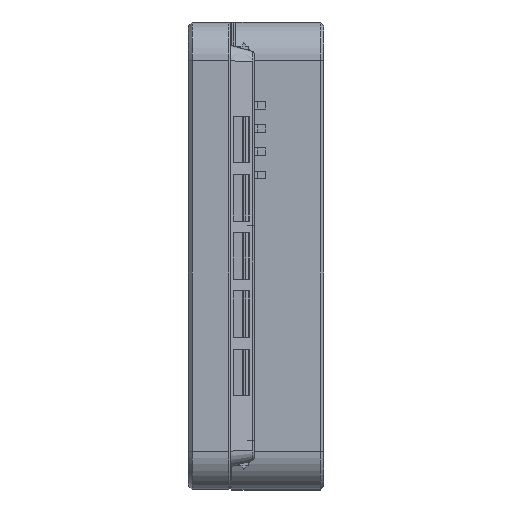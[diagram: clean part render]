
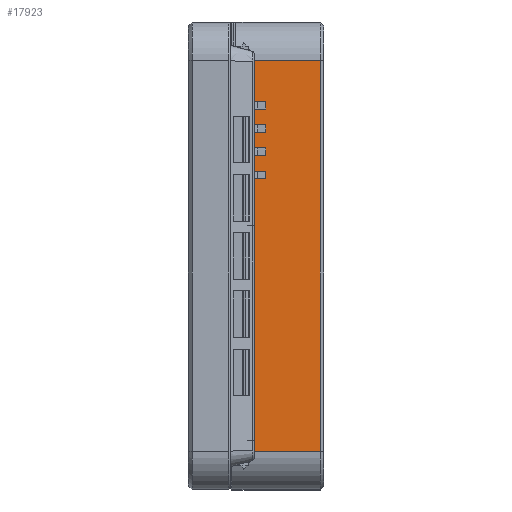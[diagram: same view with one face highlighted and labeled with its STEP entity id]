
A CAD part, left-side view. The second image highlights one B-rep face of the part: STEP entity #17923.
In plain terms, the highlighted planar face has unit normal (-1, 0, 0).
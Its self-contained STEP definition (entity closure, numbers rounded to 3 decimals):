
#1832=FACE_OUTER_BOUND('',#2933,.T.);
#2933=EDGE_LOOP('',(#15498,#15499,#15500,#15501));
#4820=LINE('',#30132,#6826);
#4822=LINE('',#30141,#6828);
#4823=LINE('',#30142,#6829);
#4824=LINE('',#30143,#6830);
#6826=VECTOR('',#23543,10.);
#6828=VECTOR('',#23551,10.);
#6829=VECTOR('',#23552,10.);
#6830=VECTOR('',#23553,10.);
#8502=VERTEX_POINT('',#30130);
#8503=VERTEX_POINT('',#30131);
#8506=VERTEX_POINT('',#30139);
#8507=VERTEX_POINT('',#30140);
#10861=EDGE_CURVE('',#8502,#8503,#4820,.T.);
#10865=EDGE_CURVE('',#8506,#8507,#4822,.T.);
#10866=EDGE_CURVE('',#8503,#8507,#4823,.T.);
#10867=EDGE_CURVE('',#8506,#8502,#4824,.T.);
#15498=ORIENTED_EDGE('',*,*,#10865,.T.);
#15499=ORIENTED_EDGE('',*,*,#10866,.F.);
#15500=ORIENTED_EDGE('',*,*,#10861,.F.);
#15501=ORIENTED_EDGE('',*,*,#10867,.F.);
#17028=PLANE('',#19300);
#17923=ADVANCED_FACE('',(#1832),#17028,.T.);
#19300=AXIS2_PLACEMENT_3D('',#30138,#23549,#23550);
#23543=DIRECTION('',(0.,-1.,0.));
#23549=DIRECTION('center_axis',(-1.,0.,0.));
#23550=DIRECTION('ref_axis',(0.,0.,1.));
#23551=DIRECTION('',(0.,-1.,0.));
#23552=DIRECTION('',(0.,0.,-1.));
#23553=DIRECTION('',(0.,0.,1.));
#30130=CARTESIAN_POINT('',(-41.65,-4.2,25.15));
#30131=CARTESIAN_POINT('',(-41.65,-15.6,25.15));
#30132=CARTESIAN_POINT('',(-41.65,-15.,25.15));
#30138=CARTESIAN_POINT('Origin',(-41.65,0.,25.15));
#30139=CARTESIAN_POINT('',(-41.65,-4.2,-25.15));
#30140=CARTESIAN_POINT('',(-41.65,-15.6,-25.15));
#30141=CARTESIAN_POINT('',(-41.65,-15.,-25.15));
#30142=CARTESIAN_POINT('',(-41.65,-15.6,12.575));
#30143=CARTESIAN_POINT('',(-41.65,-4.2,12.575));
